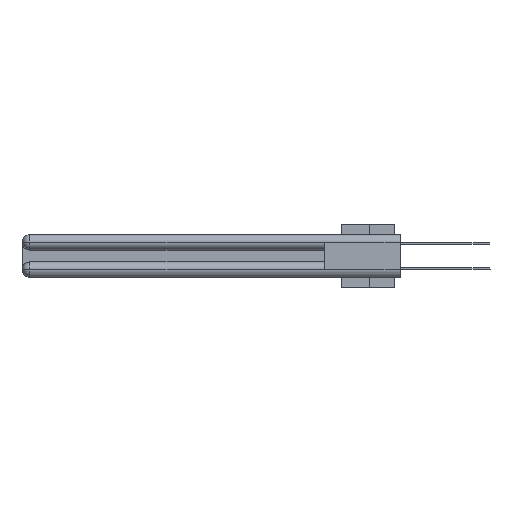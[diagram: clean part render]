
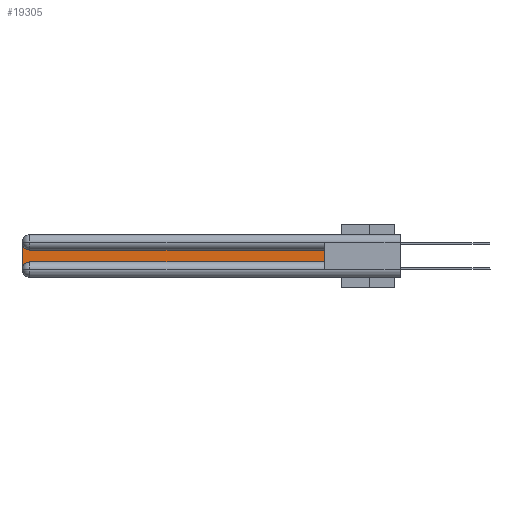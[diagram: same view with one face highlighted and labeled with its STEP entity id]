
A CAD part, left-side view. The second image highlights one B-rep face of the part: STEP entity #19305.
In plain terms, the highlighted planar face has unit normal (-1, 0, 0).
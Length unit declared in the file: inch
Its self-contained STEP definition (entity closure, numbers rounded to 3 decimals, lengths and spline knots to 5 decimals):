
#954 = ORIENTED_EDGE ( 'NONE', *, *, #38519, .T. ) ;
#1157 = ORIENTED_EDGE ( 'NONE', *, *, #15543, .T. ) ;
#1495 = AXIS2_PLACEMENT_3D ( 'NONE', #32734, #36310, #26791 ) ;
#1835 = CARTESIAN_POINT ( 'NONE',  ( 0.075, 2.94, -0.1225 ) ) ;
#2330 = VECTOR ( 'NONE', #30771, 39.37008 ) ;
#2876 = FACE_OUTER_BOUND ( 'NONE', #22966, .T. ) ;
#3066 = EDGE_CURVE ( 'NONE', #21147, #37250, #28080, .T. ) ;
#3410 = CARTESIAN_POINT ( 'NONE',  ( 0.075, 0.6, -0.2175 ) ) ;
#5362 = VERTEX_POINT ( 'NONE', #7032 ) ;
#5449 = PLANE ( 'NONE',  #29529 ) ;
#7032 = CARTESIAN_POINT ( 'NONE',  ( 0.075, 0.6, -0.2175 ) ) ;
#7349 = EDGE_CURVE ( 'NONE', #32565, #21147, #9347, .T. ) ;
#7692 = AXIS2_PLACEMENT_3D ( 'NONE', #12919, #36952, #12335 ) ;
#7782 = CARTESIAN_POINT ( 'NONE',  ( 0.075, 0.6, -0.2175 ) ) ;
#8646 = LINE ( 'NONE', #17782, #18217 ) ;
#9347 = LINE ( 'NONE', #33348, #2330 ) ;
#10114 = CARTESIAN_POINT ( 'NONE',  ( 0.075, 3., -0.0625 ) ) ;
#10416 = VERTEX_POINT ( 'NONE', #24049 ) ;
#11051 = ORIENTED_EDGE ( 'NONE', *, *, #7349, .T. ) ;
#11392 = DIRECTION ( 'NONE',  ( 0., 0., -1. ) ) ;
#12335 = DIRECTION ( 'NONE',  ( 0., 0., -1. ) ) ;
#12919 = CARTESIAN_POINT ( 'NONE',  ( 0.075, 2.94, -0.2775 ) ) ;
#13092 = LINE ( 'NONE', #3410, #23372 ) ;
#15504 = VERTEX_POINT ( 'NONE', #38960 ) ;
#15543 = EDGE_CURVE ( 'NONE', #15504, #10416, #38794, .T. ) ;
#17782 = CARTESIAN_POINT ( 'NONE',  ( 0.075, 3., -0.2175 ) ) ;
#18217 = VECTOR ( 'NONE', #20738, 39.37008 ) ;
#19305 = ADVANCED_FACE ( 'NONE', ( #2876 ), #5449, .F. ) ;
#19864 = DIRECTION ( 'NONE',  ( 0., 0., 1. ) ) ;
#19988 = CARTESIAN_POINT ( 'NONE',  ( 0.075, 0.6, -0.1225 ) ) ;
#20357 = EDGE_CURVE ( 'NONE', #37250, #15504, #8646, .T. ) ;
#20738 = DIRECTION ( 'NONE',  ( 0., 0., -1. ) ) ;
#21147 = VERTEX_POINT ( 'NONE', #1835 ) ;
#21242 = EDGE_CURVE ( 'NONE', #5362, #32565, #22858, .T. ) ;
#22858 = LINE ( 'NONE', #7782, #25140 ) ;
#22966 = EDGE_LOOP ( 'NONE', ( #11051, #29961, #29485, #1157, #954, #25535 ) ) ;
#23372 = VECTOR ( 'NONE', #30767, 39.37008 ) ;
#23890 = CARTESIAN_POINT ( 'NONE',  ( 0.075, 3., -0.1225 ) ) ;
#24049 = CARTESIAN_POINT ( 'NONE',  ( 0.075, 2.94, -0.2175 ) ) ;
#25140 = VECTOR ( 'NONE', #19864, 39.37008 ) ;
#25535 = ORIENTED_EDGE ( 'NONE', *, *, #21242, .T. ) ;
#26791 = DIRECTION ( 'NONE',  ( 0., 0., -1. ) ) ;
#28080 = CIRCLE ( 'NONE', #1495, 0.06 ) ;
#29485 = ORIENTED_EDGE ( 'NONE', *, *, #20357, .T. ) ;
#29529 = AXIS2_PLACEMENT_3D ( 'NONE', #23890, #32446, #11392 ) ;
#29961 = ORIENTED_EDGE ( 'NONE', *, *, #3066, .T. ) ;
#30767 = DIRECTION ( 'NONE',  ( 0., -1., 0. ) ) ;
#30771 = DIRECTION ( 'NONE',  ( 0., 1., 0. ) ) ;
#32446 = DIRECTION ( 'NONE',  ( 1., 0., 0. ) ) ;
#32565 = VERTEX_POINT ( 'NONE', #19988 ) ;
#32734 = CARTESIAN_POINT ( 'NONE',  ( 0.075, 2.94, -0.0625 ) ) ;
#33348 = CARTESIAN_POINT ( 'NONE',  ( 0.075, 0.6, -0.1225 ) ) ;
#36310 = DIRECTION ( 'NONE',  ( 1., 0., 0. ) ) ;
#36952 = DIRECTION ( 'NONE',  ( 1., 0., 0. ) ) ;
#37250 = VERTEX_POINT ( 'NONE', #10114 ) ;
#38519 = EDGE_CURVE ( 'NONE', #10416, #5362, #13092, .T. ) ;
#38794 = CIRCLE ( 'NONE', #7692, 0.06 ) ;
#38960 = CARTESIAN_POINT ( 'NONE',  ( 0.075, 3., -0.2775 ) ) ;
